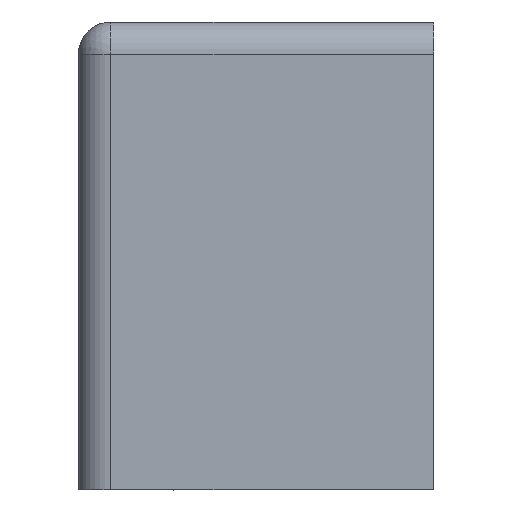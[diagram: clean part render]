
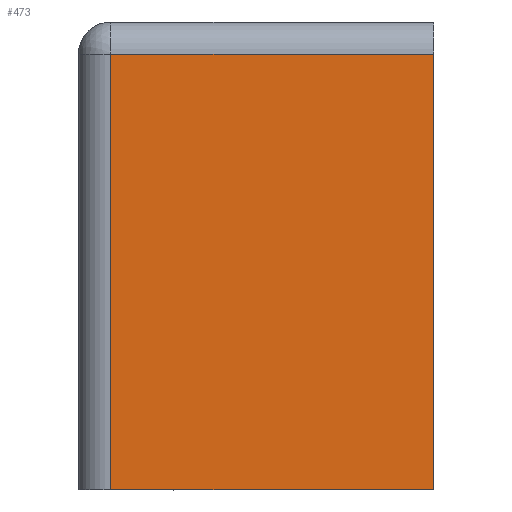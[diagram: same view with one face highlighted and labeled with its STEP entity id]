
A CAD part, front view. The second image highlights one B-rep face of the part: STEP entity #473.
In plain terms, the highlighted face is planar.
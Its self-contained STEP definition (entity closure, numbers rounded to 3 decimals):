
#49=PLANE('',#527);
#54=LINE('',#702,#103);
#57=LINE('',#709,#106);
#69=LINE('',#736,#118);
#98=LINE('',#802,#147);
#103=VECTOR('',#563,10.);
#106=VECTOR('',#570,10.);
#118=VECTOR('',#592,10.);
#147=VECTOR('',#655,10.);
#177=FACE_OUTER_BOUND('',#205,.T.);
#205=EDGE_LOOP('',(#419,#420,#421,#422));
#229=VERTEX_POINT('',#695);
#231=VERTEX_POINT('',#700);
#232=VERTEX_POINT('',#705);
#243=VERTEX_POINT('',#735);
#271=EDGE_CURVE('',#231,#229,#54,.T.);
#275=EDGE_CURVE('',#229,#232,#57,.T.);
#288=EDGE_CURVE('',#243,#232,#69,.T.);
#321=EDGE_CURVE('',#231,#243,#98,.T.);
#419=ORIENTED_EDGE('',*,*,#271,.F.);
#420=ORIENTED_EDGE('',*,*,#321,.T.);
#421=ORIENTED_EDGE('',*,*,#288,.T.);
#422=ORIENTED_EDGE('',*,*,#275,.F.);
#473=ADVANCED_FACE('',(#177),#49,.T.);
#527=AXIS2_PLACEMENT_3D('',#801,#653,#654);
#563=DIRECTION('',(0.,-1.,0.));
#570=DIRECTION('',(0.,0.,-1.));
#592=DIRECTION('',(0.,-1.,0.));
#653=DIRECTION('center_axis',(-1.,0.,0.));
#654=DIRECTION('ref_axis',(0.,1.,0.));
#655=DIRECTION('',(0.,0.,-1.));
#695=CARTESIAN_POINT('',(-59.5,-5.5,4.5));
#700=CARTESIAN_POINT('',(-59.5,8.,4.5));
#702=CARTESIAN_POINT('',(-59.5,-2.875,4.5));
#705=CARTESIAN_POINT('',(-59.5,-5.5,-5.5));
#709=CARTESIAN_POINT('',(-59.5,-5.5,0.5));
#735=CARTESIAN_POINT('',(-59.5,8.,-5.5));
#736=CARTESIAN_POINT('',(-59.5,-2.875,-5.5));
#801=CARTESIAN_POINT('Origin',(-59.5,-6.5,5.5));
#802=CARTESIAN_POINT('',(-59.5,8.,5.5));
